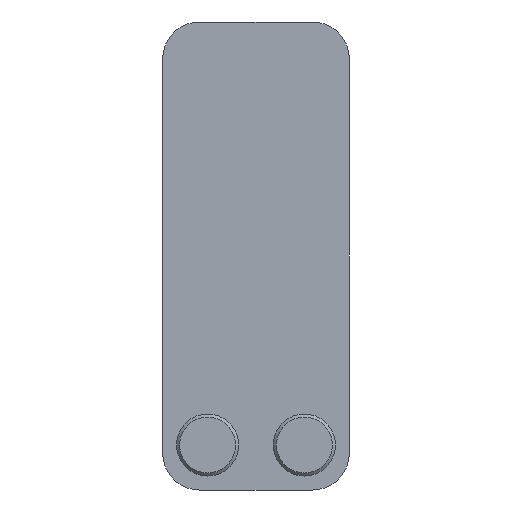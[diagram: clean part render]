
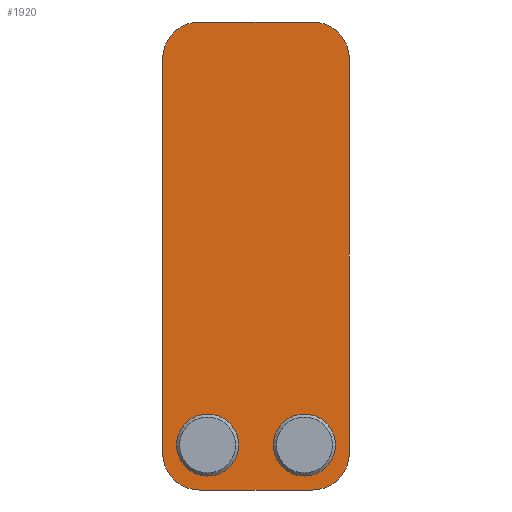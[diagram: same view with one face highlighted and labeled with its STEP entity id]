
A CAD part, front view. The second image highlights one B-rep face of the part: STEP entity #1920.
In plain terms, the highlighted planar face has unit normal (0, -1, 0).
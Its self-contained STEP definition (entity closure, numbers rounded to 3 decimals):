
#602=PLANE('',#2166);
#660=FACE_OUTER_BOUND('',#730,.T.);
#730=EDGE_LOOP('',(#1781,#1782,#1783,#1784,#1785,#1786,#1787,#1788));
#940=LINE('',#3902,#1152);
#943=LINE('',#3910,#1155);
#945=LINE('',#3917,#1157);
#948=LINE('',#3924,#1160);
#1152=VECTOR('',#2804,10.);
#1155=VECTOR('',#2813,10.);
#1157=VECTOR('',#2821,10.);
#1160=VECTOR('',#2830,10.);
#1343=CIRCLE('',#2155,16.);
#1344=CIRCLE('',#2158,16.);
#1345=CIRCLE('',#2161,16.);
#1346=CIRCLE('',#2164,16.);
#1423=VERTEX_POINT('',#3894);
#1424=VERTEX_POINT('',#3896);
#1425=VERTEX_POINT('',#3900);
#1426=VERTEX_POINT('',#3904);
#1427=VERTEX_POINT('',#3908);
#1428=VERTEX_POINT('',#3912);
#1429=VERTEX_POINT('',#3916);
#1430=VERTEX_POINT('',#3920);
#1540=EDGE_CURVE('',#1424,#1423,#1343,.T.);
#1543=EDGE_CURVE('',#1423,#1425,#940,.T.);
#1545=EDGE_CURVE('',#1425,#1426,#1344,.T.);
#1547=EDGE_CURVE('',#1426,#1427,#943,.T.);
#1549=EDGE_CURVE('',#1427,#1428,#1345,.T.);
#1550=EDGE_CURVE('',#1429,#1424,#945,.T.);
#1552=EDGE_CURVE('',#1430,#1429,#1346,.T.);
#1554=EDGE_CURVE('',#1428,#1430,#948,.T.);
#1781=ORIENTED_EDGE('',*,*,#1554,.T.);
#1782=ORIENTED_EDGE('',*,*,#1552,.T.);
#1783=ORIENTED_EDGE('',*,*,#1550,.T.);
#1784=ORIENTED_EDGE('',*,*,#1540,.T.);
#1785=ORIENTED_EDGE('',*,*,#1543,.T.);
#1786=ORIENTED_EDGE('',*,*,#1545,.T.);
#1787=ORIENTED_EDGE('',*,*,#1547,.T.);
#1788=ORIENTED_EDGE('',*,*,#1549,.T.);
#1920=ADVANCED_FACE('',(#660),#602,.T.);
#2155=AXIS2_PLACEMENT_3D('',#3897,#2798,#2799);
#2158=AXIS2_PLACEMENT_3D('',#3906,#2808,#2809);
#2161=AXIS2_PLACEMENT_3D('',#3914,#2817,#2818);
#2164=AXIS2_PLACEMENT_3D('',#3921,#2825,#2826);
#2166=AXIS2_PLACEMENT_3D('',#3925,#2831,#2832);
#2798=DIRECTION('center_axis',(0.,-1.,0.));
#2799=DIRECTION('ref_axis',(1.,0.,0.));
#2804=DIRECTION('',(-1.,0.,0.));
#2808=DIRECTION('center_axis',(0.,-1.,0.));
#2809=DIRECTION('ref_axis',(0.,0.,1.));
#2813=DIRECTION('',(0.,0.,-1.));
#2817=DIRECTION('center_axis',(0.,-1.,0.));
#2818=DIRECTION('ref_axis',(-1.,0.,0.));
#2821=DIRECTION('',(0.,0.,1.));
#2825=DIRECTION('center_axis',(0.,-1.,0.));
#2826=DIRECTION('ref_axis',(0.,0.,-1.));
#2830=DIRECTION('',(1.,0.,0.));
#2831=DIRECTION('center_axis',(0.,-1.,0.));
#2832=DIRECTION('ref_axis',(1.,0.,0.));
#3894=CARTESIAN_POINT('',(24.5,0.,203.));
#3896=CARTESIAN_POINT('',(40.5,0.,187.));
#3897=CARTESIAN_POINT('Origin',(24.5,0.,187.));
#3900=CARTESIAN_POINT('',(-24.5,0.,203.));
#3902=CARTESIAN_POINT('',(24.5,0.,203.));
#3904=CARTESIAN_POINT('',(-40.5,0.,187.));
#3906=CARTESIAN_POINT('Origin',(-24.5,0.,187.));
#3908=CARTESIAN_POINT('',(-40.5,0.,16.));
#3910=CARTESIAN_POINT('',(-40.5,0.,187.));
#3912=CARTESIAN_POINT('',(-24.5,0.,0.));
#3914=CARTESIAN_POINT('Origin',(-24.5,0.,16.));
#3916=CARTESIAN_POINT('',(40.5,0.,16.));
#3917=CARTESIAN_POINT('',(40.5,0.,16.));
#3920=CARTESIAN_POINT('',(24.5,0.,0.));
#3921=CARTESIAN_POINT('Origin',(24.5,0.,16.));
#3924=CARTESIAN_POINT('',(-24.5,0.,0.));
#3925=CARTESIAN_POINT('Origin',(0.,0.,
101.5));
